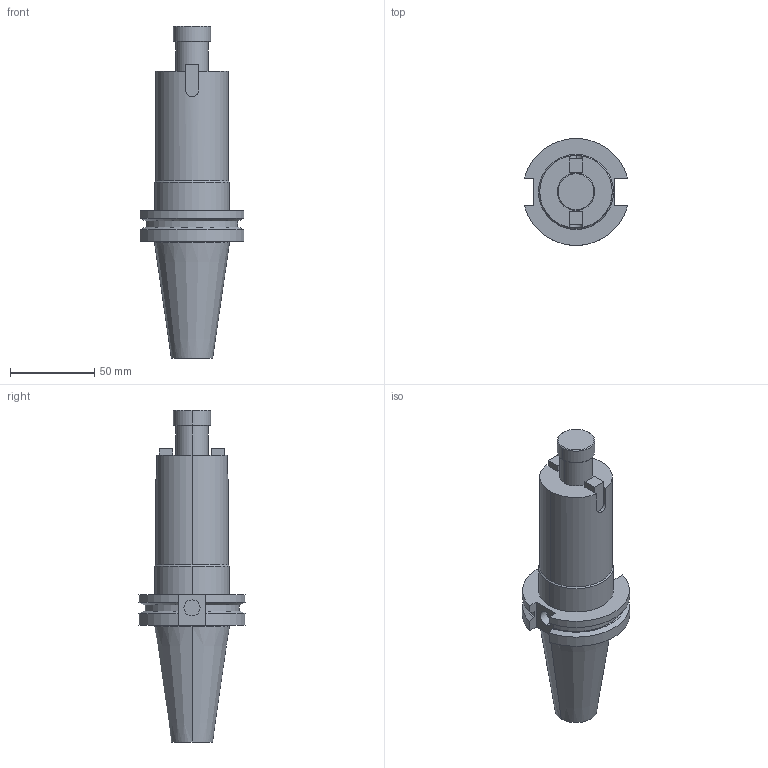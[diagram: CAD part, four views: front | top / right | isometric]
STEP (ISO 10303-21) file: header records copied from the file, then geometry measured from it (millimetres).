
FILE_DESCRIPTION (( 'STEP AP203' ), '1' );
FILE_NAME ('STP-43.151.64.400.STEP', '2019-11-20T01:55:59', ( '' ), ( '' ), 'SwSTEP 2.0', 'SolidWorks 2017', '' );
FILE_SCHEMA (( 'CONFIG_CONTROL_DESIGN' ));
Length unit declared in the file: millimetre
Products named in the file (1): STP-43.151.64.400
Bounding box: 61.35 x 63.26 x 196.7 mm (x, y, z)
Volume: 238991.5 mm3; surface area: 33780.1 mm2
Topology: 3 solids, 3 shells, 77 faces, 181 edges, 115 vertices
Faces by surface type: plane 35, cylinder 28, cone 14
Entity records: 2336 total; most frequent: CARTESIAN_POINT 463, DIRECTION 389, ORIENTED_EDGE 358, EDGE_CURVE 179, AXIS2_PLACEMENT_3D 143, VERTEX_POINT 115, VECTOR 103, LINE 103
